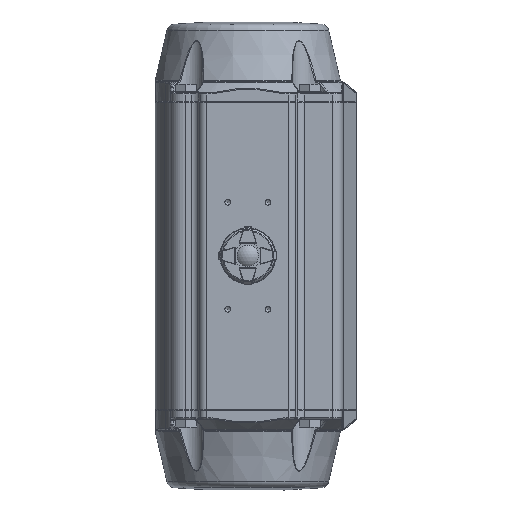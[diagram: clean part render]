
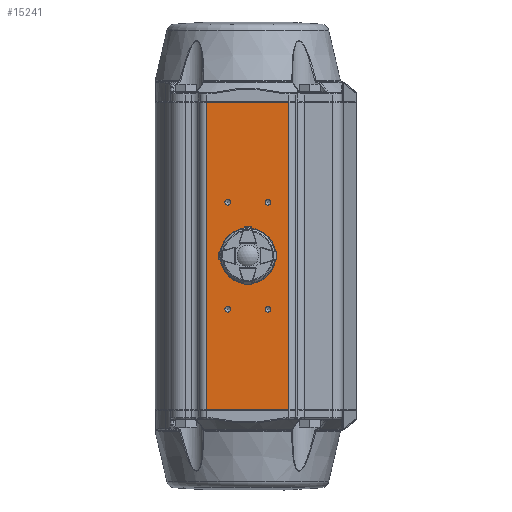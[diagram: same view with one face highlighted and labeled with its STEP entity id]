
A CAD part, top view. The second image highlights one B-rep face of the part: STEP entity #15241.
In plain terms, the highlighted face is planar.
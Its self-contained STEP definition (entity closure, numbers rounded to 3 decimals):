
#760=PLANE('',#16442);
#1493=CIRCLE('',#16443,19.);
#1494=CIRCLE('',#16444,2.1);
#1495=CIRCLE('',#16445,2.1);
#1496=CIRCLE('',#16446,2.1);
#1497=CIRCLE('',#16447,2.1);
#3343=ORIENTED_EDGE('',*,*,#7018,.F.);
#3344=ORIENTED_EDGE('',*,*,#7019,.F.);
#3345=ORIENTED_EDGE('',*,*,#7020,.F.);
#3346=ORIENTED_EDGE('',*,*,#7021,.F.);
#3347=ORIENTED_EDGE('',*,*,#7022,.F.);
#3348=ORIENTED_EDGE('',*,*,#6921,.F.);
#3349=ORIENTED_EDGE('',*,*,#6893,.T.);
#3350=ORIENTED_EDGE('',*,*,#6922,.T.);
#3351=ORIENTED_EDGE('',*,*,#6798,.T.);
#6798=EDGE_CURVE('',#8772,#8776,#10082,.T.);
#6893=EDGE_CURVE('',#8839,#8835,#10141,.T.);
#6921=EDGE_CURVE('',#8839,#8776,#10163,.T.);
#6922=EDGE_CURVE('',#8835,#8772,#10164,.T.);
#7018=EDGE_CURVE('',#8911,#8911,#1493,.T.);
#7019=EDGE_CURVE('',#8912,#8912,#1494,.T.);
#7020=EDGE_CURVE('',#8913,#8913,#1495,.T.);
#7021=EDGE_CURVE('',#8914,#8914,#1496,.T.);
#7022=EDGE_CURVE('',#8915,#8915,#1497,.T.);
#8772=VERTEX_POINT('',#22927);
#8776=VERTEX_POINT('',#22939);
#8835=VERTEX_POINT('',#23115);
#8839=VERTEX_POINT('',#23127);
#8911=VERTEX_POINT('',#23384);
#8912=VERTEX_POINT('',#23386);
#8913=VERTEX_POINT('',#23388);
#8914=VERTEX_POINT('',#23390);
#8915=VERTEX_POINT('',#23392);
#10082=LINE('',#22940,#10878);
#10141=LINE('',#23130,#10937);
#10163=LINE('',#23188,#10959);
#10164=LINE('',#23190,#10960);
#10878=VECTOR('',#18548,1000.);
#10937=VECTOR('',#18741,1000.);
#10959=VECTOR('',#18799,1000.);
#10960=VECTOR('',#18802,1000.);
#11725=EDGE_LOOP('',(#3343));
#11726=EDGE_LOOP('',(#3344));
#11727=EDGE_LOOP('',(#3345));
#11728=EDGE_LOOP('',(#3346));
#11729=EDGE_LOOP('',(#3347));
#11730=EDGE_LOOP('',(#3348,#3349,#3350,#3351));
#12861=FACE_BOUND('',#11725,.T.);
#12862=FACE_BOUND('',#11726,.T.);
#12863=FACE_BOUND('',#11727,.T.);
#12864=FACE_BOUND('',#11728,.T.);
#12865=FACE_BOUND('',#11729,.T.);
#12866=FACE_BOUND('',#11730,.T.);
#15241=ADVANCED_FACE('',(#12861,#12862,#12863,#12864,#12865,#12866),#760,
 .F.);
#16442=AXIS2_PLACEMENT_3D('',#23382,#19006,#19007);
#16443=AXIS2_PLACEMENT_3D('',#23383,#19008,#19009);
#16444=AXIS2_PLACEMENT_3D('',#23385,#19010,#19011);
#16445=AXIS2_PLACEMENT_3D('',#23387,#19012,#19013);
#16446=AXIS2_PLACEMENT_3D('',#23389,#19014,#19015);
#16447=AXIS2_PLACEMENT_3D('',#23391,#19016,#19017);
#18548=DIRECTION('',(-1.,0.,0.));
#18741=DIRECTION('',(1.,0.,0.));
#18799=DIRECTION('',(0.,0.,-1.));
#18802=DIRECTION('',(0.,0.,-1.));
#19006=DIRECTION('',(0.,-1.,0.));
#19007=DIRECTION('',(0.,0.,-1.));
#19008=DIRECTION('',(0.,1.,0.));
#19009=DIRECTION('',(0.,0.,-1.));
#19010=DIRECTION('',(0.,1.,0.));
#19011=DIRECTION('',(0.,0.,1.));
#19012=DIRECTION('',(0.,1.,0.));
#19013=DIRECTION('',(0.,0.,1.));
#19014=DIRECTION('',(0.,1.,0.));
#19015=DIRECTION('',(0.,0.,1.));
#19016=DIRECTION('',(0.,1.,0.));
#19017=DIRECTION('',(0.,0.,1.));
#22927=CARTESIAN_POINT('',(30.702,79.,-115.));
#22939=CARTESIAN_POINT('',(-30.702,79.,-115.));
#22940=CARTESIAN_POINT('',(-30.702,79.,-115.));
#23115=CARTESIAN_POINT('',(30.702,79.,115.));
#23127=CARTESIAN_POINT('',(-30.702,79.,115.));
#23130=CARTESIAN_POINT('',(30.702,79.,115.));
#23188=CARTESIAN_POINT('',(-30.702,79.,115.5));
#23190=CARTESIAN_POINT('',(30.702,79.,115.5));
#23382=CARTESIAN_POINT('',(-30.702,79.,115.5));
#23383=CARTESIAN_POINT('',(0.,79.,0.));
#23384=CARTESIAN_POINT('',(0.,79.,-19.));
#23385=CARTESIAN_POINT('',(-15.,79.,40.));
#23386=CARTESIAN_POINT('',(-15.,79.,42.1));
#23387=CARTESIAN_POINT('',(15.,79.,40.));
#23388=CARTESIAN_POINT('',(15.,79.,42.1));
#23389=CARTESIAN_POINT('',(15.,79.,-40.));
#23390=CARTESIAN_POINT('',(15.,79.,-37.9));
#23391=CARTESIAN_POINT('',(-15.,79.,-40.));
#23392=CARTESIAN_POINT('',(-15.,79.,-37.9));
